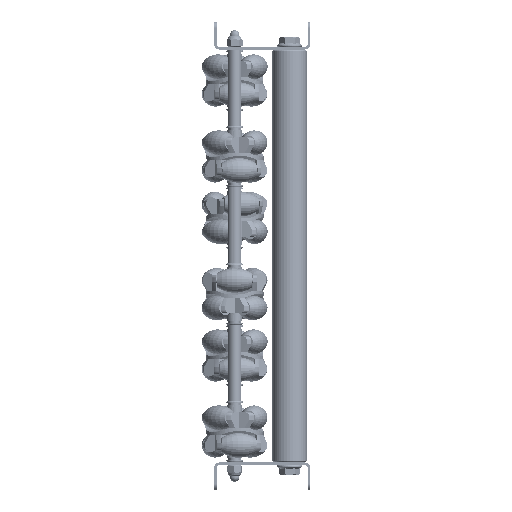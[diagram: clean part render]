
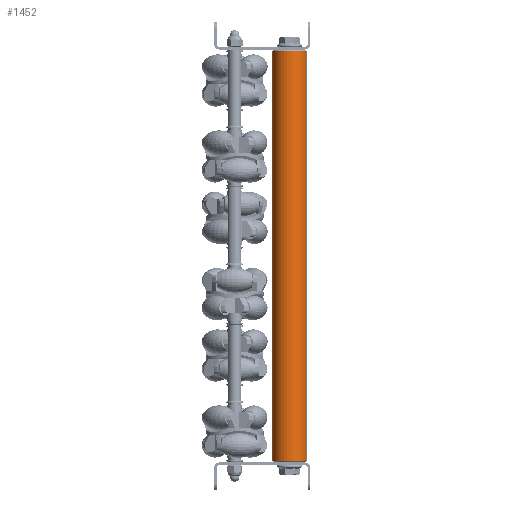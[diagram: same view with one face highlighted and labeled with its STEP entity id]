
A CAD part, left-side view. The second image highlights one B-rep face of the part: STEP entity #1452.
In plain terms, the highlighted cylindrical face has radius 12.5 mm (diameter 25 mm), a partial arc.
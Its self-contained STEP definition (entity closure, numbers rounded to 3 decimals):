
#800 = VERTEX_POINT ( 'NONE', #15370 ) ;
#1452 = ADVANCED_FACE ( 'NONE', ( #2862 ), #18786, .T. ) ;
#2035 = AXIS2_PLACEMENT_3D ( 'NONE', #8095, #8315, #4820 ) ;
#2849 = VERTEX_POINT ( 'NONE', #19036 ) ;
#2862 = FACE_OUTER_BOUND ( 'NONE', #6779, .T. ) ;
#3182 = CARTESIAN_POINT ( 'NONE',  ( 1., 0., 0. ) ) ;
#4820 = DIRECTION ( 'NONE',  ( 0., 0., 1. ) ) ;
#5219 = EDGE_CURVE ( 'NONE', #2849, #15342, #18715, .T. ) ;
#5441 = LINE ( 'NONE', #19154, #17912 ) ;
#5894 = CIRCLE ( 'NONE', #10730, 12.5 ) ;
#6366 = CARTESIAN_POINT ( 'NONE',  ( 300., 0., 12.5 ) ) ;
#6779 = EDGE_LOOP ( 'NONE', ( #20629, #20215, #7778, #12788 ) ) ;
#6832 = AXIS2_PLACEMENT_3D ( 'NONE', #3182, #10387, #22795 ) ;
#7333 = CARTESIAN_POINT ( 'NONE',  ( 299., 0., 0. ) ) ;
#7778 = ORIENTED_EDGE ( 'NONE', *, *, #5219, .T. ) ;
#8095 = CARTESIAN_POINT ( 'NONE',  ( 300., 0., 0. ) ) ;
#8315 = DIRECTION ( 'NONE',  ( -1., 0., 0. ) ) ;
#8771 = CARTESIAN_POINT ( 'NONE',  ( 1., 0., 12.5 ) ) ;
#9837 = VERTEX_POINT ( 'NONE', #19601 ) ;
#10387 = DIRECTION ( 'NONE',  ( 1., 0., 0. ) ) ;
#10730 = AXIS2_PLACEMENT_3D ( 'NONE', #7333, #21493, #14552 ) ;
#12788 = ORIENTED_EDGE ( 'NONE', *, *, #15308, .T. ) ;
#14552 = DIRECTION ( 'NONE',  ( 0., 0., -1. ) ) ;
#14998 = DIRECTION ( 'NONE',  ( -1., 0., 0. ) ) ;
#15308 = EDGE_CURVE ( 'NONE', #15342, #9837, #15383, .T. ) ;
#15342 = VERTEX_POINT ( 'NONE', #8771 ) ;
#15370 = CARTESIAN_POINT ( 'NONE',  ( 299., 0., -12.5 ) ) ;
#15383 = CIRCLE ( 'NONE', #6832, 12.5 ) ;
#15668 = DIRECTION ( 'NONE',  ( -1., 0., 0. ) ) ;
#17912 = VECTOR ( 'NONE', #15668, 1000. ) ;
#18195 = EDGE_CURVE ( 'NONE', #800, #2849, #5894, .T. ) ;
#18681 = VECTOR ( 'NONE', #14998, 1000. ) ;
#18715 = LINE ( 'NONE', #6366, #18681 ) ;
#18786 = CYLINDRICAL_SURFACE ( 'NONE', #2035, 12.5 ) ;
#19036 = CARTESIAN_POINT ( 'NONE',  ( 299., 0., 12.5 ) ) ;
#19154 = CARTESIAN_POINT ( 'NONE',  ( 300., 0., -12.5 ) ) ;
#19601 = CARTESIAN_POINT ( 'NONE',  ( 1., 0., -12.5 ) ) ;
#20215 = ORIENTED_EDGE ( 'NONE', *, *, #18195, .T. ) ;
#20629 = ORIENTED_EDGE ( 'NONE', *, *, #21011, .F. ) ;
#21011 = EDGE_CURVE ( 'NONE', #800, #9837, #5441, .T. ) ;
#21493 = DIRECTION ( 'NONE',  ( -1., 0., 0. ) ) ;
#22795 = DIRECTION ( 'NONE',  ( 0., 0., -1. ) ) ;
